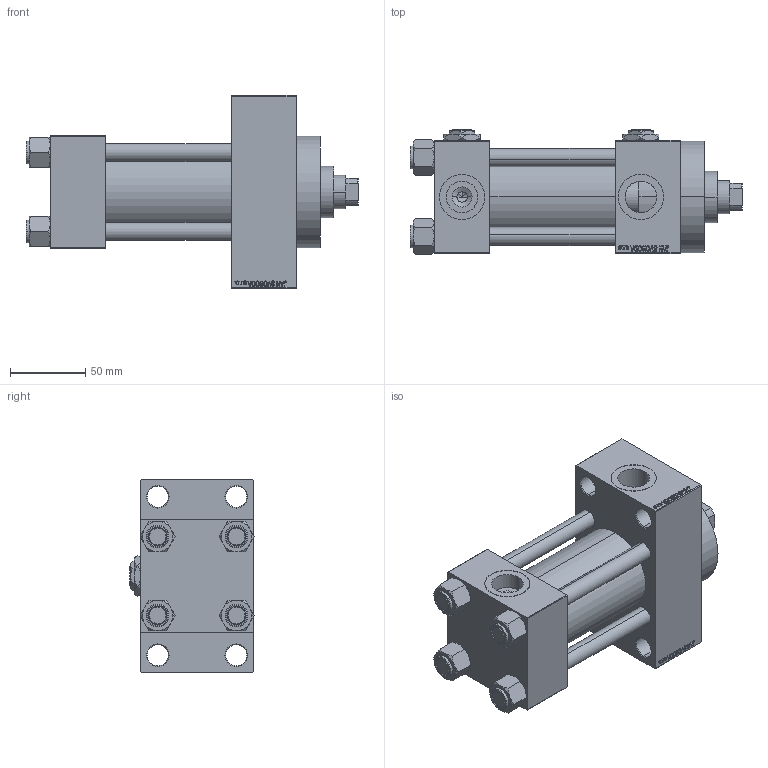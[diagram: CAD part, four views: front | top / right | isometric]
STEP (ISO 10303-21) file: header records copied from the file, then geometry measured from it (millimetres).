
FILE_DESCRIPTION (( 'STEP AP203' ), '1' );
FILE_NAME ('e530.STEP', '2023-10-18T15:19:13', ( '' ), ( '' ), 'SwSTEP 2.0', 'SolidWorks 2019', '' );
FILE_SCHEMA (( 'CONFIG_CONTROL_DESIGN' ));
Length unit declared in the file: millimetre
Products named in the file (7): Zatka_pro_OIL_PORT 81a4c07f2f1f07e9cd94adb0a84beccf; V215CR_D_TYCINKA 81a4c07f2f1f07e9cd94adb0a84beccf; V215CR_VCP_D 81a4c07f2f1f07e9cd94adb0a84beccf; V215_VC_A 81a4c07f2f1f07e9cd94adb0a84beccf; NUT_M5_D 81a4c07f2f1f07e9cd94adb0a84beccf; e530; V215CR_D_Body 81a4c07f2f1f07e9cd94adb0a84beccf
Assembly tree (13 placements, depth 2):
  e530
    V215CR_D_Body 81a4c07f2f1f07e9cd94adb0a84beccf
    V215CR_VCP_D 81a4c07f2f1f07e9cd94adb0a84beccf
    NUT_M5_D 81a4c07f2f1f07e9cd94adb0a84beccf  x4
    V215CR_D_TYCINKA 81a4c07f2f1f07e9cd94adb0a84beccf  x4
    V215_VC_A 81a4c07f2f1f07e9cd94adb0a84beccf
    Zatka_pro_OIL_PORT 81a4c07f2f1f07e9cd94adb0a84beccf  x2
Bounding box: 220 x 82.27 x 128 mm (x, y, z)
Volume: 826432.5 mm3; surface area: 184744.1 mm2
Topology: 13 solids, 13 shells, 1204 faces, 2986 edges, 1924 vertices
Faces by surface type: plane 545, bspline 368, cone 184, cylinder 99, torus 8
Entity records: 49301 total; most frequent: CARTESIAN_POINT 25731, ORIENTED_EDGE 5272, DIRECTION 3446, EDGE_CURVE 2636, VERTEX_POINT 1722, VECTOR 1552, LINE 1552, EDGE_LOOP 1180
